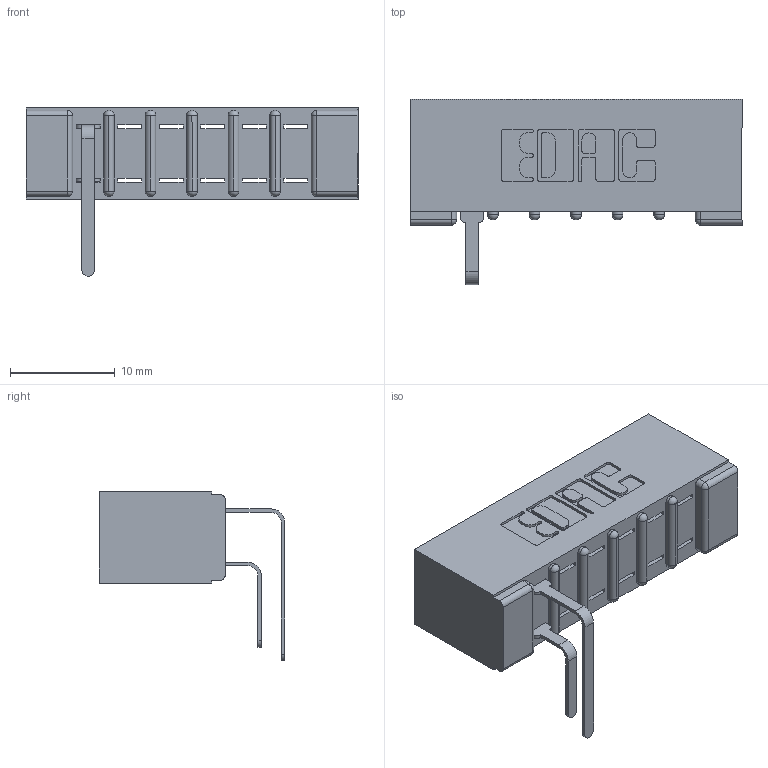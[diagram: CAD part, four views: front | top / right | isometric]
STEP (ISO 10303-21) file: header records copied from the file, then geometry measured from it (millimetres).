
FILE_DESCRIPTION (( 'STEP AP203' ), '1' );
FILE_NAME ('307-006-559-101.STEP', '2018-08-02T18:58:50', ( '' ), ( '' ), 'SwSTEP 2.0', 'SolidWorks 2016', '' );
FILE_SCHEMA (( 'CONFIG_CONTROL_DESIGN' ));
Length unit declared in the file: inch
Products named in the file (4): 307-290-001_559 - 2 (Single); 307-006-559-101; 307 Part_No Mounting Lugs; 307-290-001_558 559 - 1 (Single)
Assembly tree (3 placements, depth 2):
  307-006-559-101
    307 Part_No Mounting Lugs
    307-290-001_558 559 - 1 (Single)
    307-290-001_559 - 2 (Single)
Bounding box: 31.65 x 17.69 x 16.08 mm (x, y, z)
Volume: 2184.4 mm3; surface area: 2779.9 mm2
Topology: 3 solids, 3 shells, 317 faces, 903 edges, 578 vertices
Faces by surface type: plane 192, cylinder 111, sphere 14
Entity records: 10623 total; most frequent: CARTESIAN_POINT 1790, ORIENTED_EDGE 1778, DIRECTION 1757, EDGE_CURVE 889, VECTOR 667, LINE 667, VERTEX_POINT 578, AXIS2_PLACEMENT_3D 545
